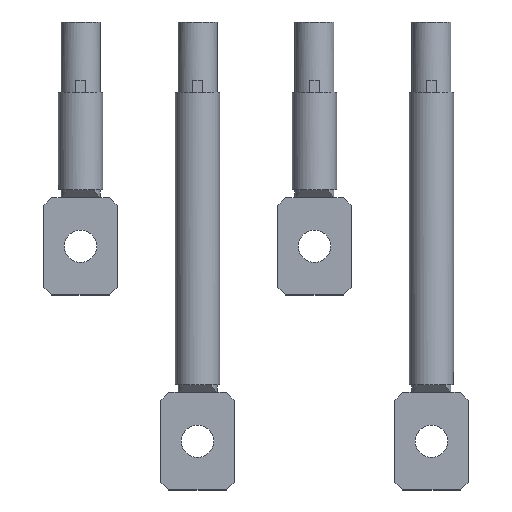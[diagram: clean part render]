
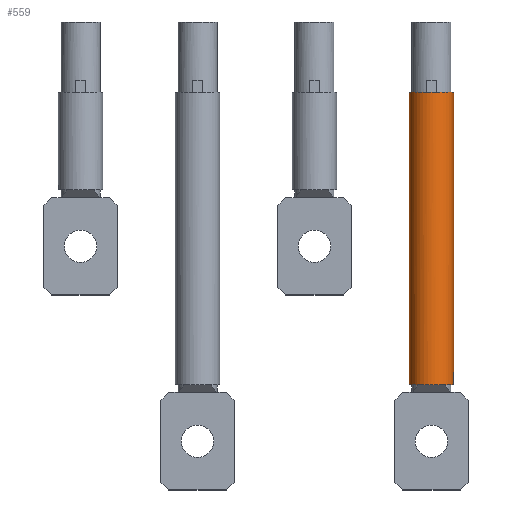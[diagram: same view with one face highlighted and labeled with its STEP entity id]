
A CAD part, top view. The second image highlights one B-rep face of the part: STEP entity #559.
In plain terms, the highlighted cylindrical face has radius 5.65 mm (diameter 11.3 mm), a partial arc.
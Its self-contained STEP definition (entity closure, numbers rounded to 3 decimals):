
#193=AXIS2_PLACEMENT_3D('Circle Axis2P3D',#191,#192,$) ;
#516=AXIS2_PLACEMENT_3D('Cylinder Axis2P3D',#513,#514,#515) ;
#520=AXIS2_PLACEMENT_3D('Circle Axis2P3D',#518,#519,$) ;
#529=AXIS2_PLACEMENT_3D('Circle Axis2P3D',#527,#528,$) ;
#536=AXIS2_PLACEMENT_3D('Circle Axis2P3D',#534,#535,$) ;
#191=CARTESIAN_POINT('Axis2P3D Location',(60.,-78.,58.)) ;
#195=CARTESIAN_POINT('Vertex',(65.65,-78.,58.)) ;
#197=CARTESIAN_POINT('Vertex',(54.35,-78.,58.)) ;
#513=CARTESIAN_POINT('Axis2P3D Location',(60.,-40.5,58.)) ;
#518=CARTESIAN_POINT('Axis2P3D Location',(60.,-3.,58.)) ;
#522=CARTESIAN_POINT('Vertex',(65.65,-3.,58.)) ;
#524=CARTESIAN_POINT('Vertex',(61.25,-3.,63.51)) ;
#527=CARTESIAN_POINT('Axis2P3D Location',(60.,-3.,58.)) ;
#531=CARTESIAN_POINT('Vertex',(58.75,-3.,63.51)) ;
#534=CARTESIAN_POINT('Axis2P3D Location',(60.,-3.,58.)) ;
#538=CARTESIAN_POINT('Vertex',(54.35,-3.,58.)) ;
#541=CARTESIAN_POINT('Line Origine',(54.35,-40.5,58.)) ;
#546=CARTESIAN_POINT('Line Origine',(65.65,-40.5,58.)) ;
#192=DIRECTION('Axis2P3D Direction',(0.,-1.,0.)) ;
#514=DIRECTION('Axis2P3D Direction',(0.,-1.,0.)) ;
#515=DIRECTION('Axis2P3D XDirection',(1.,0.,0.)) ;
#519=DIRECTION('Axis2P3D Direction',(0.,-1.,0.)) ;
#528=DIRECTION('Axis2P3D Direction',(0.,-1.,0.)) ;
#535=DIRECTION('Axis2P3D Direction',(0.,-1.,0.)) ;
#542=DIRECTION('Vector Direction',(0.,-1.,0.)) ;
#547=DIRECTION('Vector Direction',(0.,-1.,0.)) ;
#543=VECTOR('Line Direction',#542,1.) ;
#548=VECTOR('Line Direction',#547,1.) ;
#552=ORIENTED_EDGE('',*,*,#526,.T.) ;
#553=ORIENTED_EDGE('',*,*,#533,.T.) ;
#554=ORIENTED_EDGE('',*,*,#540,.T.) ;
#555=ORIENTED_EDGE('',*,*,#545,.F.) ;
#556=ORIENTED_EDGE('',*,*,#199,.F.) ;
#557=ORIENTED_EDGE('',*,*,#550,.T.) ;
#559=ADVANCED_FACE('Terminali posteriori orientabili R superiori',(#558),#517,.T.) ;
#194=CIRCLE('generated circle',#193,5.65) ;
#521=CIRCLE('generated circle',#520,5.65) ;
#530=CIRCLE('generated circle',#529,5.65) ;
#537=CIRCLE('generated circle',#536,5.65) ;
#517=CYLINDRICAL_SURFACE('generated cylinder',#516,5.65) ;
#199=EDGE_CURVE('',#196,#198,#194,.T.) ;
#526=EDGE_CURVE('',#523,#525,#521,.T.) ;
#533=EDGE_CURVE('',#525,#532,#530,.T.) ;
#540=EDGE_CURVE('',#532,#539,#537,.T.) ;
#545=EDGE_CURVE('',#198,#539,#544,.F.) ;
#550=EDGE_CURVE('',#196,#523,#549,.F.) ;
#551=EDGE_LOOP('',(#552,#553,#554,#555,#556,#557)) ;
#558=FACE_OUTER_BOUND('',#551,.T.) ;
#544=LINE('Line',#541,#543) ;
#549=LINE('Line',#546,#548) ;
#196=VERTEX_POINT('',#195) ;
#198=VERTEX_POINT('',#197) ;
#523=VERTEX_POINT('',#522) ;
#525=VERTEX_POINT('',#524) ;
#532=VERTEX_POINT('',#531) ;
#539=VERTEX_POINT('',#538) ;
